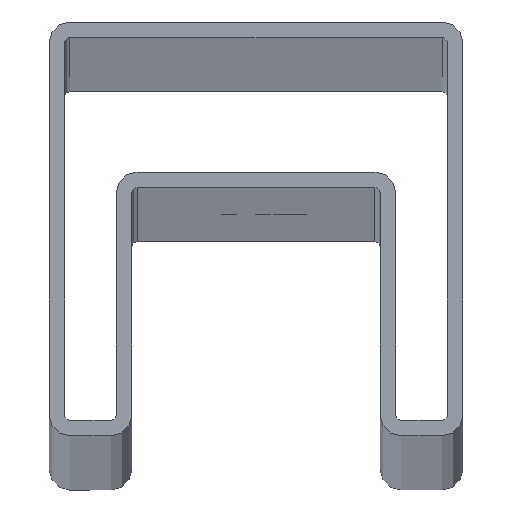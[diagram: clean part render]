
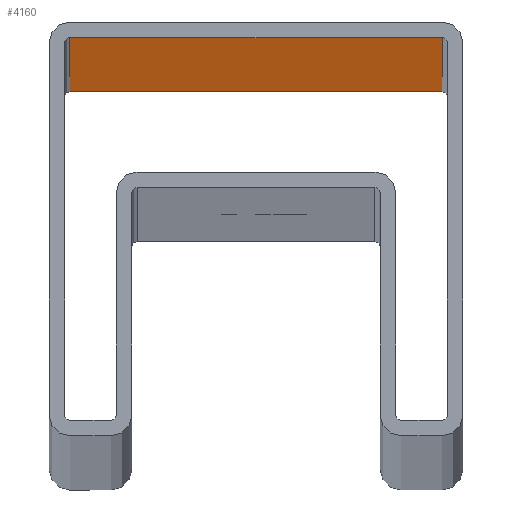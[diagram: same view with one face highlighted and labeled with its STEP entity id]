
A CAD part, top view. The second image highlights one B-rep face of the part: STEP entity #4160.
In plain terms, the highlighted planar face has unit normal (0, -1, 0).
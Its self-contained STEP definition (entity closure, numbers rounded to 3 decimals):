
#252 = FACE_OUTER_BOUND ( 'NONE', #5061, .T. ) ;
#530 = EDGE_CURVE ( 'NONE', #10923, #591, #10144, .T. ) ;
#591 = VERTEX_POINT ( 'NONE', #7495 ) ;
#862 = DIRECTION ( 'NONE',  ( 0., -1., 0. ) ) ;
#1004 = LINE ( 'NONE', #10312, #14038 ) ;
#1692 = VERTEX_POINT ( 'NONE', #5592 ) ;
#2064 = PLANE ( 'NONE',  #7912 ) ;
#4160 = ADVANCED_FACE ( 'NONE', ( #252 ), #2064, .T. ) ;
#4799 = LINE ( 'NONE', #10806, #14107 ) ;
#5061 = EDGE_LOOP ( 'NONE', ( #7807, #15664, #16155, #13576 ) ) ;
#5094 = LINE ( 'NONE', #16257, #9778 ) ;
#5327 = DIRECTION ( 'NONE',  ( 0., 0., -1. ) ) ;
#5434 = CARTESIAN_POINT ( 'NONE',  ( -18., 18.5, 1500. ) ) ;
#5592 = CARTESIAN_POINT ( 'NONE',  ( 18., 18.5, 1500. ) ) ;
#6800 = VECTOR ( 'NONE', #10801, 1000. ) ;
#7257 = EDGE_CURVE ( 'NONE', #1692, #12580, #1004, .T. ) ;
#7495 = CARTESIAN_POINT ( 'NONE',  ( -18., 18.5, -1500. ) ) ;
#7535 = DIRECTION ( 'NONE',  ( -1., 0., 0. ) ) ;
#7807 = ORIENTED_EDGE ( 'NONE', *, *, #10371, .F. ) ;
#7912 = AXIS2_PLACEMENT_3D ( 'NONE', #8264, #862, #8204 ) ;
#8204 = DIRECTION ( 'NONE',  ( 1., 0., 0. ) ) ;
#8264 = CARTESIAN_POINT ( 'NONE',  ( -18., 18.5, 1500. ) ) ;
#9778 = VECTOR ( 'NONE', #7535, 1000. ) ;
#9931 = CARTESIAN_POINT ( 'NONE',  ( 18., 18.5, -1500. ) ) ;
#10144 = LINE ( 'NONE', #11196, #6800 ) ;
#10312 = CARTESIAN_POINT ( 'NONE',  ( 18., 18.5, 1500. ) ) ;
#10371 = EDGE_CURVE ( 'NONE', #12580, #591, #5094, .T. ) ;
#10801 = DIRECTION ( 'NONE',  ( 0., 0., -1. ) ) ;
#10806 = CARTESIAN_POINT ( 'NONE',  ( -18., 18.5, 1500. ) ) ;
#10923 = VERTEX_POINT ( 'NONE', #5434 ) ;
#11196 = CARTESIAN_POINT ( 'NONE',  ( -18., 18.5, 1500. ) ) ;
#12580 = VERTEX_POINT ( 'NONE', #9931 ) ;
#13255 = DIRECTION ( 'NONE',  ( -1., 0., 0. ) ) ;
#13576 = ORIENTED_EDGE ( 'NONE', *, *, #530, .T. ) ;
#14038 = VECTOR ( 'NONE', #5327, 1000. ) ;
#14107 = VECTOR ( 'NONE', #13255, 1000. ) ;
#14694 = EDGE_CURVE ( 'NONE', #1692, #10923, #4799, .T. ) ;
#15664 = ORIENTED_EDGE ( 'NONE', *, *, #7257, .F. ) ;
#16155 = ORIENTED_EDGE ( 'NONE', *, *, #14694, .T. ) ;
#16257 = CARTESIAN_POINT ( 'NONE',  ( -18., 18.5, -1500. ) ) ;
